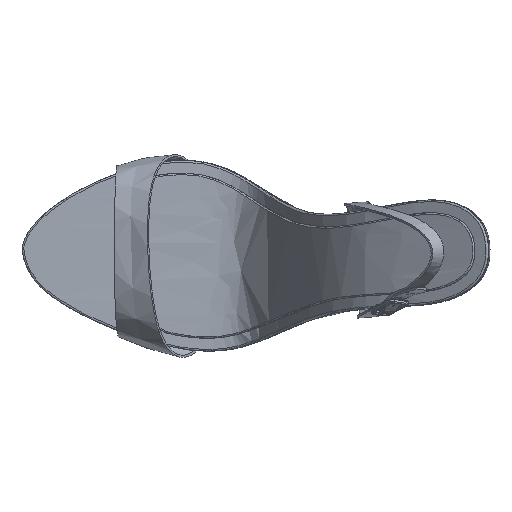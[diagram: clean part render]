
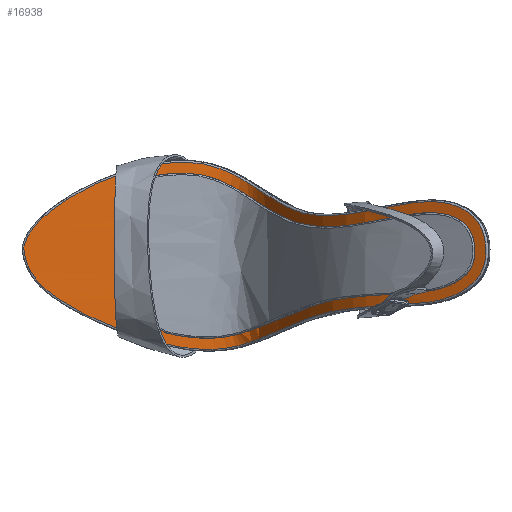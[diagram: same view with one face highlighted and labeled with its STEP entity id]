
A CAD part, top view. The second image highlights one B-rep face of the part: STEP entity #16938.
In plain terms, the highlighted free-form (B-spline) face has degree [5, 1] with [11, 2] control points.
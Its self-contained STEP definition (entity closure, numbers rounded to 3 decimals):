
#16382 = VERTEX_POINT('',#16383);
#16383 = CARTESIAN_POINT('',(-74.817,-0.025,
    8.632));
#16402 = EDGE_CURVE('',#16403,#16382,#16405,.T.);
#16403 = VERTEX_POINT('',#16404);
#16404 = CARTESIAN_POINT('',(55.699,13.557,
    70.149));
#16405 = B_SPLINE_CURVE_WITH_KNOTS('',3,(#16406,#16407,#16408,#16409,
    #16410,#16411,#16412,#16413,#16414,#16415,#16416,#16417,#16418,
    #16419,#16420,#16421,#16422,#16423,#16424,#16425,#16426,#16427,
    #16428,#16429,#16430,#16431,#16432,#16433,#16434,#16435,#16436,
    #16437,#16438,#16439,#16440,#16441,#16442,#16443,#16444,#16445,
    #16446,#16447,#16448,#16449,#16450,#16451,#16452,#16453,#16454,
    #16455),.UNSPECIFIED.,.F.,.F.,(4,1,1,1,1,1,1,1,1,1,1,1,1,1,1,1,1,1,1
    ,1,1,1,1,1,1,1,1,1,1,1,1,1,1,1,1,1,1,1,1,1,1,1,1,1,1,1,1,4),(
    0.,1.05,1.4,2.799,
    4.199,5.599,6.843,7.465,
    7.932,8.398,8.865,9.332,
    9.798,10.265,10.731,11.198,
    12.131,13.064,13.997,14.93,
    15.864,16.797,17.263,17.963,
    18.663,20.529,21.463,22.396,
    23.329,24.262,25.195,25.428,
    26.128,27.061,27.528,27.995,
    28.695,29.394,30.794,32.194,
    33.594,34.993,36.393,36.568,
    37.093,37.793,38.493,39.183),
  .UNSPECIFIED.);
#16406 = CARTESIAN_POINT('',(55.699,13.557,
    70.149));
#16407 = CARTESIAN_POINT('',(57.738,13.823,
    72.393));
#16408 = CARTESIAN_POINT('',(60.596,14.271,
    75.272));
#16409 = CARTESIAN_POINT('',(66.752,15.367,
    80.51));
#16410 = CARTESIAN_POINT('',(74.159,16.815,
    85.569));
#16411 = CARTESIAN_POINT('',(84.292,18.639,
    91.925));
#16412 = CARTESIAN_POINT('',(94.307,18.923,
    97.96));
#16413 = CARTESIAN_POINT('',(102.251,16.479,
    102.666));
#16414 = CARTESIAN_POINT('',(107.137,12.761,
    105.537));
#16415 = CARTESIAN_POINT('',(109.696,9.358,
    107.036));
#16416 = CARTESIAN_POINT('',(111.26,5.727,
    107.951));
#16417 = CARTESIAN_POINT('',(112.091,1.795,
    108.436));
#16418 = CARTESIAN_POINT('',(112.286,-2.241,
    108.55));
#16419 = CARTESIAN_POINT('',(111.791,-6.254,
    108.261));
#16420 = CARTESIAN_POINT('',(110.424,-10.002,
    107.462));
#16421 = CARTESIAN_POINT('',(108.229,-13.17,
    106.177));
#16422 = CARTESIAN_POINT('',(104.592,-16.531,
    104.043));
#16423 = CARTESIAN_POINT('',(99.36,-19.508,
    100.957));
#16424 = CARTESIAN_POINT('',(92.657,-21.609,
    96.966));
#16425 = CARTESIAN_POINT('',(85.794,-22.565,
    92.819));
#16426 = CARTESIAN_POINT('',(78.95,-23.071,
    88.589));
#16427 = CARTESIAN_POINT('',(72.17,-23.424,
    84.218));
#16428 = CARTESIAN_POINT('',(66.644,-23.732,
    80.351));
#16429 = CARTESIAN_POINT('',(61.936,-24.067,
    76.464));
#16430 = CARTESIAN_POINT('',(58.042,-24.424,
    72.719));
#16431 = CARTESIAN_POINT('',(51.643,-25.223,
    65.77));
#16432 = CARTESIAN_POINT('',(45.816,-26.51,
    57.546));
#16433 = CARTESIAN_POINT('',(40.204,-28.399,
    48.569));
#16434 = CARTESIAN_POINT('',(36.066,-30.031,
    41.848));
#16435 = CARTESIAN_POINT('',(31.984,-31.795,
    35.124));
#16436 = CARTESIAN_POINT('',(27.981,-33.561,
    28.351));
#16437 = CARTESIAN_POINT('',(24.966,-34.858,
    23.299));
#16438 = CARTESIAN_POINT('',(22.069,-36.049,
    18.99));
#16439 = CARTESIAN_POINT('',(18.943,-37.275,
    14.911));
#16440 = CARTESIAN_POINT('',(14.481,-38.838,
    11.286));
#16441 = CARTESIAN_POINT('',(9.685,-40.052,9.712
    ));
#16442 = CARTESIAN_POINT('',(5.161,-40.795,
    9.098));
#16443 = CARTESIAN_POINT('',(-0.173,-41.105,
    8.806));
#16444 = CARTESIAN_POINT('',(-8.21,-40.679,
    8.632));
#16445 = CARTESIAN_POINT('',(-18.138,-38.888,
    8.584));
#16446 = CARTESIAN_POINT('',(-29.727,-35.453,
    8.585));
#16447 = CARTESIAN_POINT('',(-41.008,-31.093,
    8.601));
#16448 = CARTESIAN_POINT('',(-51.967,-26.004,
    8.617));
#16449 = CARTESIAN_POINT('',(-59.403,-21.724,
    8.625));
#16450 = CARTESIAN_POINT('',(-64.254,-18.115,
    8.629));
#16451 = CARTESIAN_POINT('',(-67.331,-15.511,
    8.63));
#16452 = CARTESIAN_POINT('',(-71.016,-11.338,
    8.632));
#16453 = CARTESIAN_POINT('',(-73.826,-5.956,
    8.632));
#16454 = CARTESIAN_POINT('',(-74.646,-2.005,
    8.632));
#16455 = CARTESIAN_POINT('',(-74.817,-0.025,
    8.632));
#16771 = EDGE_CURVE('',#16382,#16403,#16772,.T.);
#16772 = B_SPLINE_CURVE_WITH_KNOTS('',3,(#16773,#16774,#16775,#16776,
    #16777,#16778,#16779,#16780,#16781,#16782,#16783,#16784,#16785,
    #16786,#16787,#16788,#16789,#16790,#16791,#16792,#16793,#16794,
    #16795),.UNSPECIFIED.,.F.,.F.,(4,1,1,1,1,1,1,1,1,1,1,1,1,1,1,1,1,1,1
    ,1,4),(0.01,0.739,1.478,
    2.955,4.433,5.91,6.895,
    8.865,9.85,10.836,11.328,
    11.821,12.806,13.791,14.776,
    15.022,15.268,15.761,17.731,
    19.208,20.686),.UNSPECIFIED.);
#16773 = CARTESIAN_POINT('',(-74.817,-0.025,
    8.632));
#16774 = CARTESIAN_POINT('',(-74.467,2.043,
    8.632));
#16775 = CARTESIAN_POINT('',(-72.772,5.993,
    8.632));
#16776 = CARTESIAN_POINT('',(-67.362,12.571,
    8.631));
#16777 = CARTESIAN_POINT('',(-58.864,19.083,
    8.625));
#16778 = CARTESIAN_POINT('',(-47.722,25.285,
    8.612));
#16779 = CARTESIAN_POINT('',(-37.27,29.68,
    8.593));
#16780 = CARTESIAN_POINT('',(-25.085,33.46,
    8.585));
#16781 = CARTESIAN_POINT('',(-13.813,35.293,
    8.58));
#16782 = CARTESIAN_POINT('',(-2.462,34.402,
    8.729));
#16783 = CARTESIAN_POINT('',(4.347,32.421,
    9.));
#16784 = CARTESIAN_POINT('',(9.419,30.149,
    9.669));
#16785 = CARTESIAN_POINT('',(14.084,27.578,
    11.089));
#16786 = CARTESIAN_POINT('',(19.03,24.386,
    14.861));
#16787 = CARTESIAN_POINT('',(23.684,21.303,
    21.169));
#16788 = CARTESIAN_POINT('',(26.791,19.325,
    26.355));
#16789 = CARTESIAN_POINT('',(28.868,18.099,
    29.854));
#16790 = CARTESIAN_POINT('',(30.255,17.315,
    32.198));
#16791 = CARTESIAN_POINT('',(34.111,15.256,
    38.663));
#16792 = CARTESIAN_POINT('',(39.946,13.203,
    48.206));
#16793 = CARTESIAN_POINT('',(47.546,12.733,
    60.229));
#16794 = CARTESIAN_POINT('',(52.829,13.183,
    66.99));
#16795 = CARTESIAN_POINT('',(55.699,13.557,
    70.149));
#16938 = ADVANCED_FACE('',(#16939),#16943,.T.);
#16939 = FACE_BOUND('',#16940,.T.);
#16940 = EDGE_LOOP('',(#16941,#16942));
#16941 = ORIENTED_EDGE('',*,*,#16771,.F.);
#16942 = ORIENTED_EDGE('',*,*,#16402,.F.);
#16943 = B_SPLINE_SURFACE_WITH_KNOTS('',5,1,(
    (#16944,#16945)
    ,(#16946,#16947)
    ,(#16948,#16949)
    ,(#16950,#16951)
    ,(#16952,#16953)
    ,(#16954,#16955)
    ,(#16956,#16957)
    ,(#16958,#16959)
    ,(#16960,#16961)
    ,(#16962,#16963)
    ,(#16964,#16965
    )),.UNSPECIFIED.,.F.,.F.,.F.,(6,1,1,1,1,1,6),(2,2),(0.,
    0.167,0.333,0.5,0.667,0.833,1.),
  (-8.,8.),.UNSPECIFIED.);
#16944 = CARTESIAN_POINT('',(-75.706,-69.059,
    8.632));
#16945 = CARTESIAN_POINT('',(-75.706,69.059,
    8.632));
#16946 = CARTESIAN_POINT('',(-0.863,-69.059,
    8.632));
#16947 = CARTESIAN_POINT('',(-0.863,69.059,
    8.632));
#16948 = CARTESIAN_POINT('',(12.085,-69.059,
    7.769));
#16949 = CARTESIAN_POINT('',(12.085,69.059,
    7.769));
#16950 = CARTESIAN_POINT('',(20.718,-69.059,
    14.675));
#16951 = CARTESIAN_POINT('',(20.718,69.059,
    14.675));
#16952 = CARTESIAN_POINT('',(27.624,-69.059,
    28.487));
#16953 = CARTESIAN_POINT('',(27.624,69.059,
    28.487));
#16954 = CARTESIAN_POINT('',(37.551,-69.059,
    44.025));
#16955 = CARTESIAN_POINT('',(37.551,69.059,
    44.025));
#16956 = CARTESIAN_POINT('',(46.183,-69.059,
    58.7));
#16957 = CARTESIAN_POINT('',(46.183,69.059,
    58.7));
#16958 = CARTESIAN_POINT('',(53.953,-69.059,
    69.059));
#16959 = CARTESIAN_POINT('',(53.953,69.059,
    69.059));
#16960 = CARTESIAN_POINT('',(62.585,-69.059,
    77.692));
#16961 = CARTESIAN_POINT('',(62.585,69.059,
    77.692));
#16962 = CARTESIAN_POINT('',(73.807,-69.059,
    86.324));
#16963 = CARTESIAN_POINT('',(73.807,69.059,
    86.324));
#16964 = CARTESIAN_POINT('',(126.033,-69.059,
    116.538));
#16965 = CARTESIAN_POINT('',(126.033,69.059,
    116.538));
